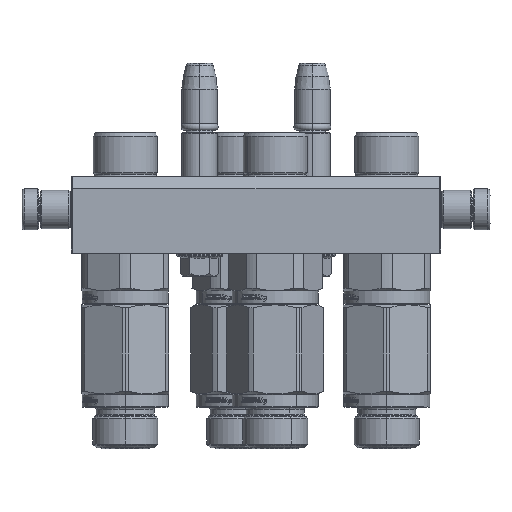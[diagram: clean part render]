
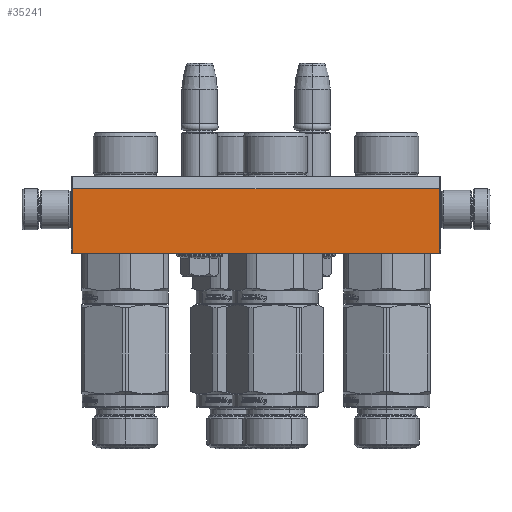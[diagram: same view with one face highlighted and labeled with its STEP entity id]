
A CAD part, left-side view. The second image highlights one B-rep face of the part: STEP entity #35241.
In plain terms, the highlighted face is planar.
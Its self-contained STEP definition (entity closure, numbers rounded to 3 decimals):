
#397 = CARTESIAN_POINT ( 'NONE',  ( 143.5, 30., -90. ) ) ;
#2910 = LINE ( 'NONE', #22049, #46218 ) ;
#3506 = VECTOR ( 'NONE', #56269, 1000. ) ;
#3565 = DIRECTION ( 'NONE',  ( 0., 1., 0. ) ) ;
#4508 = EDGE_CURVE ( 'NONE', #41631, #19618, #46140, .T. ) ;
#4821 = CARTESIAN_POINT ( 'NONE',  ( 143.5, 5., -90. ) ) ;
#4995 = ORIENTED_EDGE ( 'NONE', *, *, #14606, .F. ) ;
#5043 = DIRECTION ( 'NONE',  ( 0., 0., -1. ) ) ;
#5641 = PLANE ( 'NONE',  #36914 ) ;
#11175 = EDGE_CURVE ( 'NONE', #38476, #50631, #19650, .T. ) ;
#11733 = DIRECTION ( 'NONE',  ( 0., 1., 0. ) ) ;
#14606 = EDGE_CURVE ( 'NONE', #38476, #41631, #2910, .T. ) ;
#17000 = LINE ( 'NONE', #33804, #51822 ) ;
#19618 = VERTEX_POINT ( 'NONE', #25956 ) ;
#19650 = LINE ( 'NONE', #4821, #21821 ) ;
#19979 = CARTESIAN_POINT ( 'NONE',  ( 143.5, 30., -90. ) ) ;
#20417 = CARTESIAN_POINT ( 'NONE',  ( 0.5, 5., -90. ) ) ;
#21821 = VECTOR ( 'NONE', #32430, 1000. ) ;
#22049 = CARTESIAN_POINT ( 'NONE',  ( 143.5, 5., -90. ) ) ;
#22377 = ORIENTED_EDGE ( 'NONE', *, *, #4508, .F. ) ;
#25580 = ORIENTED_EDGE ( 'NONE', *, *, #33481, .T. ) ;
#25956 = CARTESIAN_POINT ( 'NONE',  ( 0.5, 30., -90. ) ) ;
#26697 = FACE_OUTER_BOUND ( 'NONE', #28630, .T. ) ;
#28630 = EDGE_LOOP ( 'NONE', ( #22377, #4995, #58887, #25580 ) ) ;
#32430 = DIRECTION ( 'NONE',  ( -1., 0., 0. ) ) ;
#33481 = EDGE_CURVE ( 'NONE', #50631, #19618, #17000, .T. ) ;
#33804 = CARTESIAN_POINT ( 'NONE',  ( 0.5, 5., -90. ) ) ;
#35241 = ADVANCED_FACE ( 'NONE', ( #26697 ), #5641, .T. ) ;
#36914 = AXIS2_PLACEMENT_3D ( 'NONE', #45996, #5043, #45782 ) ;
#38476 = VERTEX_POINT ( 'NONE', #53309 ) ;
#41631 = VERTEX_POINT ( 'NONE', #397 ) ;
#45782 = DIRECTION ( 'NONE',  ( -1., 0., 0. ) ) ;
#45996 = CARTESIAN_POINT ( 'NONE',  ( 144., 0., -90. ) ) ;
#46140 = LINE ( 'NONE', #19979, #3506 ) ;
#46218 = VECTOR ( 'NONE', #3565, 1000. ) ;
#50631 = VERTEX_POINT ( 'NONE', #20417 ) ;
#51822 = VECTOR ( 'NONE', #11733, 1000. ) ;
#53309 = CARTESIAN_POINT ( 'NONE',  ( 143.5, 5., -90. ) ) ;
#56269 = DIRECTION ( 'NONE',  ( -1., 0., 0. ) ) ;
#58887 = ORIENTED_EDGE ( 'NONE', *, *, #11175, .T. ) ;
